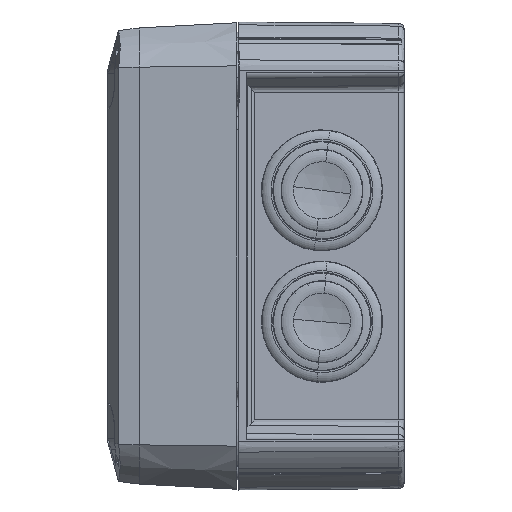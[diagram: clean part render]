
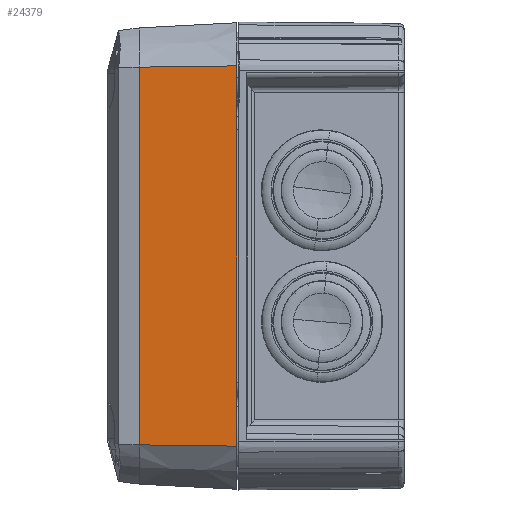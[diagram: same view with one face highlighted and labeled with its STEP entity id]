
A CAD part, left-side view. The second image highlights one B-rep face of the part: STEP entity #24379.
In plain terms, the highlighted planar face has unit normal (-0.999, 0.052, 0).
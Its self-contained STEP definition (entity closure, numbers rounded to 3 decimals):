
#376 = CARTESIAN_POINT ( 'NONE',  ( -55.572, 23.78, 46.006 ) ) ;
#3068 = DIRECTION ( 'NONE',  ( 0., 0., 1. ) ) ;
#3909 = CARTESIAN_POINT ( 'NONE',  ( -56.403, 7.927, 46.212 ) ) ;
#4429 = ORIENTED_EDGE ( 'NONE', *, *, #13613, .T. ) ;
#8002 = LINE ( 'NONE', #24031, #35923 ) ;
#10001 = CARTESIAN_POINT ( 'NONE',  ( -56.818, 0., -46.313 ) ) ;
#13613 = EDGE_CURVE ( 'NONE', #39768, #18794, #25270, .T. ) ;
#13935 = ORIENTED_EDGE ( 'NONE', *, *, #16321, .T. ) ;
#14258 = VECTOR ( 'NONE', #45237, 1000. ) ;
#15529 = VERTEX_POINT ( 'NONE', #33219 ) ;
#15611 = DIRECTION ( 'NONE',  ( -0.999, 0.052, 0. ) ) ;
#16306 = AXIS2_PLACEMENT_3D ( 'NONE', #29560, #15611, #40137 ) ;
#16321 = EDGE_CURVE ( 'NONE', #18794, #15529, #8002, .T. ) ;
#16479 = ORIENTED_EDGE ( 'NONE', *, *, #38049, .T. ) ;
#17869 = CARTESIAN_POINT ( 'NONE',  ( -56.818, 0., -46.313 ) ) ;
#18794 = VERTEX_POINT ( 'NONE', #17869 ) ;
#22241 = FACE_OUTER_BOUND ( 'NONE', #41603, .T. ) ;
#23933 = CARTESIAN_POINT ( 'NONE',  ( -55.987, 15.854, -46.11 ) ) ;
#24031 = CARTESIAN_POINT ( 'NONE',  ( -56.818, 0., 0. ) ) ;
#24379 = ADVANCED_FACE ( 'NONE', ( #22241 ), #39823, .T. ) ;
#24840 = CARTESIAN_POINT ( 'NONE',  ( -55.987, 15.854, 46.11 ) ) ;
#25270 = B_SPLINE_CURVE_WITH_KNOTS ( 'NONE', 3,
 ( #30969, #23933, #27445, #10001 ),
 .UNSPECIFIED., .F., .F.,
 ( 4, 4 ),
 ( 0.008, 0.031 ),
 .UNSPECIFIED. ) ;
#27445 = CARTESIAN_POINT ( 'NONE',  ( -56.403, 7.927, -46.212 ) ) ;
#27768 = CARTESIAN_POINT ( 'NONE',  ( -55.572, 23.78, 0. ) ) ;
#28364 = CARTESIAN_POINT ( 'NONE',  ( -56.818, 0., 46.313 ) ) ;
#29560 = CARTESIAN_POINT ( 'NONE',  ( -56.818, 0., 0. ) ) ;
#30969 = CARTESIAN_POINT ( 'NONE',  ( -55.572, 23.78, -46.006 ) ) ;
#32122 = ORIENTED_EDGE ( 'NONE', *, *, #33786, .F. ) ;
#32917 = LINE ( 'NONE', #27768, #14258 ) ;
#33219 = CARTESIAN_POINT ( 'NONE',  ( -56.818, 0., 46.313 ) ) ;
#33786 = EDGE_CURVE ( 'NONE', #36160, #15529, #35014, .T. ) ;
#34331 = CARTESIAN_POINT ( 'NONE',  ( -55.572, 23.78, -46.006 ) ) ;
#35014 = B_SPLINE_CURVE_WITH_KNOTS ( 'NONE', 3,
 ( #376, #24840, #3909, #28364 ),
 .UNSPECIFIED., .F., .F.,
 ( 4, 4 ),
 ( 0.008, 0.031 ),
 .UNSPECIFIED. ) ;
#35923 = VECTOR ( 'NONE', #3068, 1000. ) ;
#36160 = VERTEX_POINT ( 'NONE', #43153 ) ;
#38049 = EDGE_CURVE ( 'NONE', #36160, #39768, #32917, .T. ) ;
#39768 = VERTEX_POINT ( 'NONE', #34331 ) ;
#39823 = PLANE ( 'NONE',  #16306 ) ;
#40137 = DIRECTION ( 'NONE',  ( -0.052, -0.999, 0. ) ) ;
#41603 = EDGE_LOOP ( 'NONE', ( #13935, #32122, #16479, #4429 ) ) ;
#43153 = CARTESIAN_POINT ( 'NONE',  ( -55.572, 23.78, 46.006 ) ) ;
#45237 = DIRECTION ( 'NONE',  ( 0., 0., -1. ) ) ;
